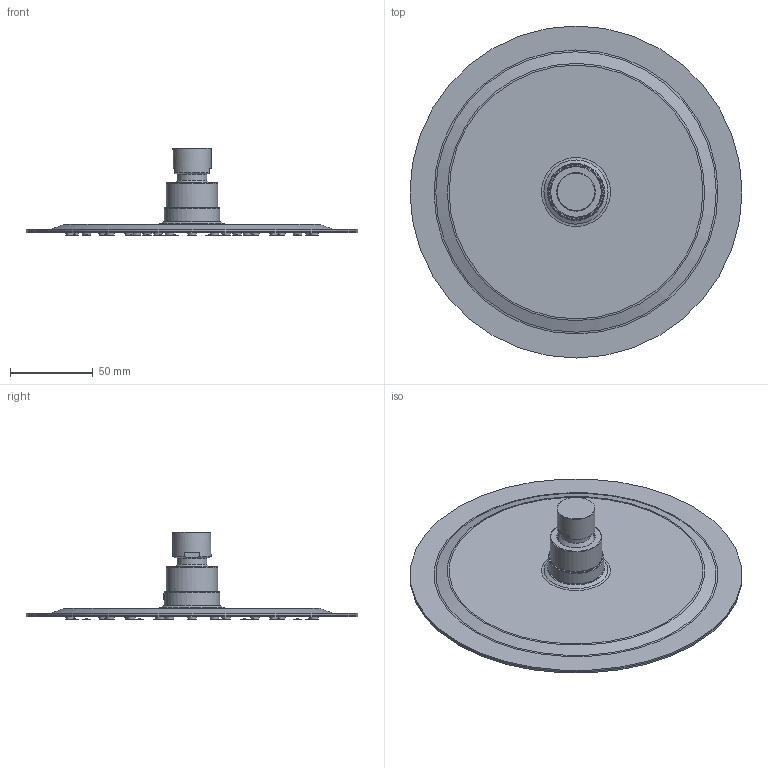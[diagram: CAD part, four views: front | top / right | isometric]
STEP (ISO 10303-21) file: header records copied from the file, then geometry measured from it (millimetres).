
FILE_DESCRIPTION(/* description */ (''),/* implementation_level */ '2;1');
FILE_NAME(/* name */ '3D_TVC000401200_Universal Beschriftung im Kopf muss raus.step',/* time_stamp */ '2023-02-22T11:22:30+01:00',/* author */ (''),/* organization */ (''),/* preprocessor_version */ 'ST-DEVELOPER v19.2',/* originating_system */ 'Autodesk Translation Framework v11.17.0.187',/* authorisation */ '');
FILE_SCHEMA (('AUTOMOTIVE_DESIGN { 1 0 10303 214 3 1 1 }'));
Length unit declared in the file: millimetre
Products named in the file (8): (Nicht gespeichert); MSBC0077-XQ_ASM; STCT0029-XQ; STTR0016-XX; STCT0107-XQ; STLB0038-P1; STMB0169-P1; STST0041-XX
Assembly tree (7 placements, depth 3):
  (Nicht gespeichert)
    MSBC0077-XQ_ASM
      STCT0029-XQ
      STTR0016-XX
      STCT0107-XQ
    STLB0038-P1
    STMB0169-P1
    STST0041-XX
Bounding box: 200 x 200 x 53 mm (x, y, z)
Volume: 81577.4 mm3; surface area: 140970.4 mm2
Topology: 5 solids, 59 shells, 779 faces, 1736 edges, 1137 vertices
Faces by surface type: cone 225, plane 192, cylinder 179, torus 174, bspline 8, sphere 1
Full cylindrical faces by diameter (mm): 1.2 x54, 3.3 x1, 4 x56, 4.1 x54, 18 x1, 22.9 x1, 23.2 x1, 26.7 x1, 27 x1, 29.5 x1, 31 x1, 33.5 x1, 200 x2
Entity records: 25523 total; most frequent: CARTESIAN_POINT 6494, DIRECTION 4536, ORIENTED_EDGE 3362, AXIS2_PLACEMENT_3D 2053, EDGE_CURVE 1735, CIRCLE 1267, VERTEX_POINT 1137, EDGE_LOOP 1064
